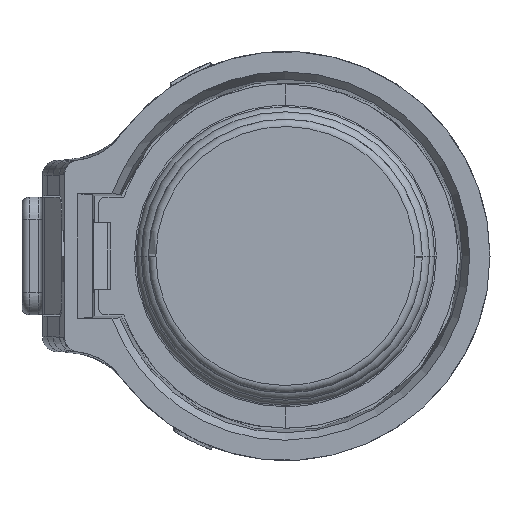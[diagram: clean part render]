
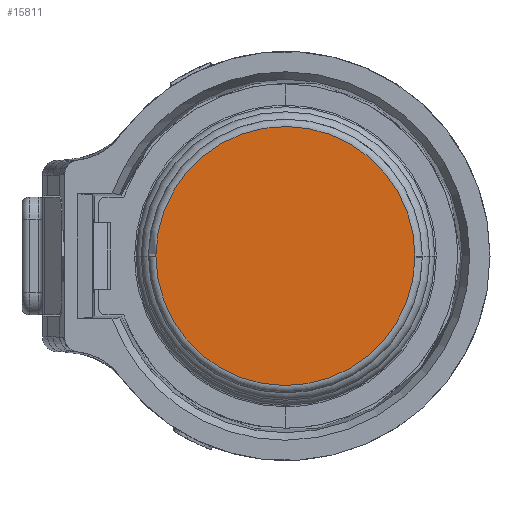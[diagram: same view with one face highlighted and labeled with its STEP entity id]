
A CAD part, left-side view. The second image highlights one B-rep face of the part: STEP entity #15811.
In plain terms, the highlighted planar face has unit normal (-1, 0, 0).
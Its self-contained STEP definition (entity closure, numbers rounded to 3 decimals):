
#166=CARTESIAN_POINT('',(-12.5,0.,0.));
#167=DIRECTION('',(1.,0.,0.));
#168=DIRECTION('',(0.,-1.,0.));
#169=AXIS2_PLACEMENT_3D('',#166,#167,#168);
#171=CARTESIAN_POINT('',(-12.5,0.,0.));
#172=DIRECTION('',(1.,0.,0.));
#173=DIRECTION('',(0.,-1.,-0.014));
#174=AXIS2_PLACEMENT_3D('',#171,#172,#173);
#176=CARTESIAN_POINT('',(-12.5,0.,0.));
#177=DIRECTION('',(1.,0.,0.));
#178=DIRECTION('',(0.,1.,0.014));
#179=AXIS2_PLACEMENT_3D('',#176,#177,#178);
#181=CARTESIAN_POINT('',(-12.5,0.,0.));
#182=DIRECTION('',(-1.,0.,0.));
#183=DIRECTION('',(0.,1.,0.014));
#184=AXIS2_PLACEMENT_3D('',#181,#182,#183);
#15308=CARTESIAN_POINT('',(-12.5,-8.8,0.));
#15309=CARTESIAN_POINT('',(-12.5,-8.799,-0.121));
#15310=VERTEX_POINT('',#15308);
#15311=VERTEX_POINT('',#15309);
#15314=CARTESIAN_POINT('',(-12.5,8.8,0.));
#15315=VERTEX_POINT('',#15314);
#15316=CARTESIAN_POINT('',(-12.5,8.799,0.121));
#15317=VERTEX_POINT('',#15316);
#15798=CARTESIAN_POINT('',(-12.5,0.,0.));
#15799=DIRECTION('',(1.,0.,0.));
#15800=DIRECTION('',(0.,-1.,0.));
#15801=AXIS2_PLACEMENT_3D('',#15798,#15799,#15800);
#15802=PLANE('',#15801);
#15803=ORIENTED_EDGE('',*,*,#15787,.T.);
#15804=ORIENTED_EDGE('',*,*,#15785,.T.);
#15806=ORIENTED_EDGE('',*,*,#15805,.F.);
#15808=ORIENTED_EDGE('',*,*,#15807,.T.);
#15809=EDGE_LOOP('',(#15803,#15804,#15806,#15808));
#15810=FACE_OUTER_BOUND('',#15809,.F.);
#15811=ADVANCED_FACE('',(#15810),#15802,.F.);
#170=CIRCLE('',#169,8.8);
#175=CIRCLE('',#174,8.8);
#180=CIRCLE('',#179,8.8);
#185=CIRCLE('',#184,8.8);
#15785=EDGE_CURVE('',#15311,#15315,#175,.T.);
#15787=EDGE_CURVE('',#15310,#15311,#170,.T.);
#15805=EDGE_CURVE('',#15317,#15315,#185,.T.);
#15807=EDGE_CURVE('',#15317,#15310,#180,.T.);
